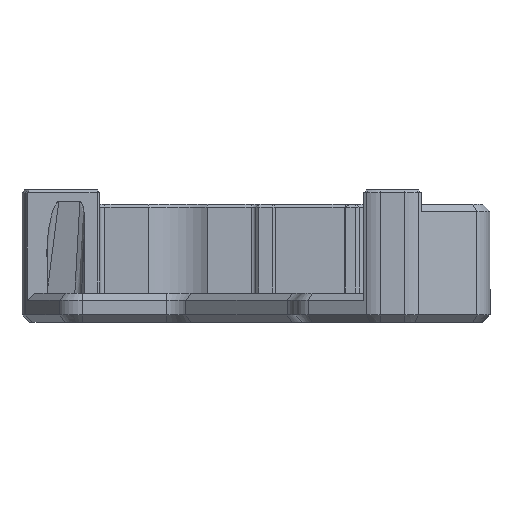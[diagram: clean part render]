
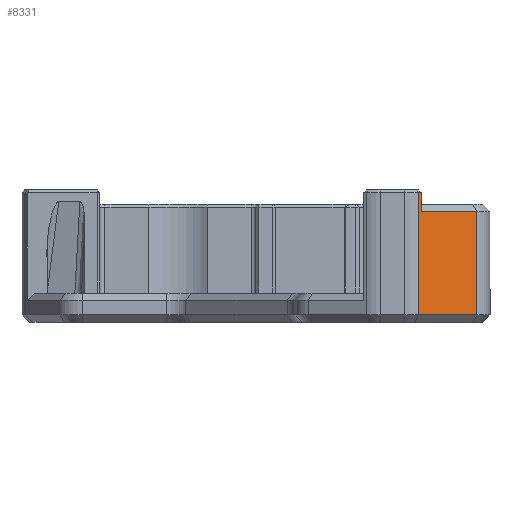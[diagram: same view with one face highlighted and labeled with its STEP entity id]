
A CAD part, front view. The second image highlights one B-rep face of the part: STEP entity #8331.
In plain terms, the highlighted planar face has unit normal (0.5, -0.866, 0).
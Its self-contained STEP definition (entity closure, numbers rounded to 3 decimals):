
#835 = CARTESIAN_POINT ( 'NONE',  ( 30.625, -34.175, 11.35 ) ) ;
#880 = CARTESIAN_POINT ( 'NONE',  ( 24.638, -37.632, 0.75 ) ) ;
#1964 = DIRECTION ( 'NONE',  ( 0., 0., 1. ) ) ;
#2337 = LINE ( 'NONE', #3871, #17219 ) ;
#2707 = EDGE_CURVE ( 'NONE', #5631, #3567, #17417, .T. ) ;
#2853 = VECTOR ( 'NONE', #9992, 1000. ) ;
#2951 = PLANE ( 'NONE',  #6410 ) ;
#3035 = CARTESIAN_POINT ( 'NONE',  ( 30.625, -34.175, 0.75 ) ) ;
#3045 = EDGE_CURVE ( 'NONE', #13768, #7942, #13095, .T. ) ;
#3303 = CARTESIAN_POINT ( 'NONE',  ( 24.95, -37.452, 7.025 ) ) ;
#3447 = ORIENTED_EDGE ( 'NONE', *, *, #3045, .T. ) ;
#3567 = VERTEX_POINT ( 'NONE', #8466 ) ;
#3689 = DIRECTION ( 'NONE',  ( 0., 0., 1. ) ) ;
#3871 = CARTESIAN_POINT ( 'NONE',  ( 30.625, -34.175, 7.025 ) ) ;
#3926 = EDGE_CURVE ( 'NONE', #3567, #13768, #16362, .T. ) ;
#4173 = CARTESIAN_POINT ( 'NONE',  ( 27.632, -35.903, 11.35 ) ) ;
#4271 = EDGE_CURVE ( 'NONE', #5491, #14944, #9573, .T. ) ;
#4495 = EDGE_LOOP ( 'NONE', ( #10023, #6616, #3447, #16135, #14762, #5971 ) ) ;
#4581 = EDGE_CURVE ( 'NONE', #7942, #14944, #14687, .T. ) ;
#5491 = VERTEX_POINT ( 'NONE', #3035 ) ;
#5631 = VERTEX_POINT ( 'NONE', #835 ) ;
#5971 = ORIENTED_EDGE ( 'NONE', *, *, #10246, .T. ) ;
#6112 = CARTESIAN_POINT ( 'NONE',  ( 24.638, -37.632, 7.025 ) ) ;
#6404 = DIRECTION ( 'NONE',  ( 0., 0., -1. ) ) ;
#6410 = AXIS2_PLACEMENT_3D ( 'NONE', #13244, #8580, #14383 ) ;
#6616 = ORIENTED_EDGE ( 'NONE', *, *, #3926, .T. ) ;
#7942 = VERTEX_POINT ( 'NONE', #11828 ) ;
#8331 = ADVANCED_FACE ( 'NONE', ( #12962 ), #2951, .T. ) ;
#8466 = CARTESIAN_POINT ( 'NONE',  ( 24.95, -37.452, 11.35 ) ) ;
#8580 = DIRECTION ( 'NONE',  ( 0.5, -0.866, 0. ) ) ;
#9021 = VECTOR ( 'NONE', #9662, 1000. ) ;
#9573 = LINE ( 'NONE', #17095, #9021 ) ;
#9662 = DIRECTION ( 'NONE',  ( -0.866, -0.5, 0. ) ) ;
#9992 = DIRECTION ( 'NONE',  ( -0.866, -0.5, 0. ) ) ;
#10023 = ORIENTED_EDGE ( 'NONE', *, *, #2707, .T. ) ;
#10246 = EDGE_CURVE ( 'NONE', #5491, #5631, #2337, .T. ) ;
#11828 = CARTESIAN_POINT ( 'NONE',  ( 24.638, -37.632, 13.3 ) ) ;
#12818 = CARTESIAN_POINT ( 'NONE',  ( 27.632, -35.903, 13.3 ) ) ;
#12962 = FACE_OUTER_BOUND ( 'NONE', #4495, .T. ) ;
#13095 = LINE ( 'NONE', #12818, #18710 ) ;
#13244 = CARTESIAN_POINT ( 'NONE',  ( 24.629, -37.637, 0.74 ) ) ;
#13768 = VERTEX_POINT ( 'NONE', #14394 ) ;
#14383 = DIRECTION ( 'NONE',  ( 0.866, 0.5, 0. ) ) ;
#14394 = CARTESIAN_POINT ( 'NONE',  ( 24.95, -37.452, 13.3 ) ) ;
#14687 = LINE ( 'NONE', #6112, #15724 ) ;
#14762 = ORIENTED_EDGE ( 'NONE', *, *, #4271, .F. ) ;
#14944 = VERTEX_POINT ( 'NONE', #880 ) ;
#15724 = VECTOR ( 'NONE', #6404, 1000. ) ;
#15964 = VECTOR ( 'NONE', #1964, 1000. ) ;
#16135 = ORIENTED_EDGE ( 'NONE', *, *, #4581, .T. ) ;
#16362 = LINE ( 'NONE', #3303, #15964 ) ;
#17095 = CARTESIAN_POINT ( 'NONE',  ( 30.625, -34.175, 0.75 ) ) ;
#17219 = VECTOR ( 'NONE', #3689, 1000. ) ;
#17296 = DIRECTION ( 'NONE',  ( -0.866, -0.5, 0. ) ) ;
#17417 = LINE ( 'NONE', #4173, #2853 ) ;
#18710 = VECTOR ( 'NONE', #17296, 1000. ) ;
